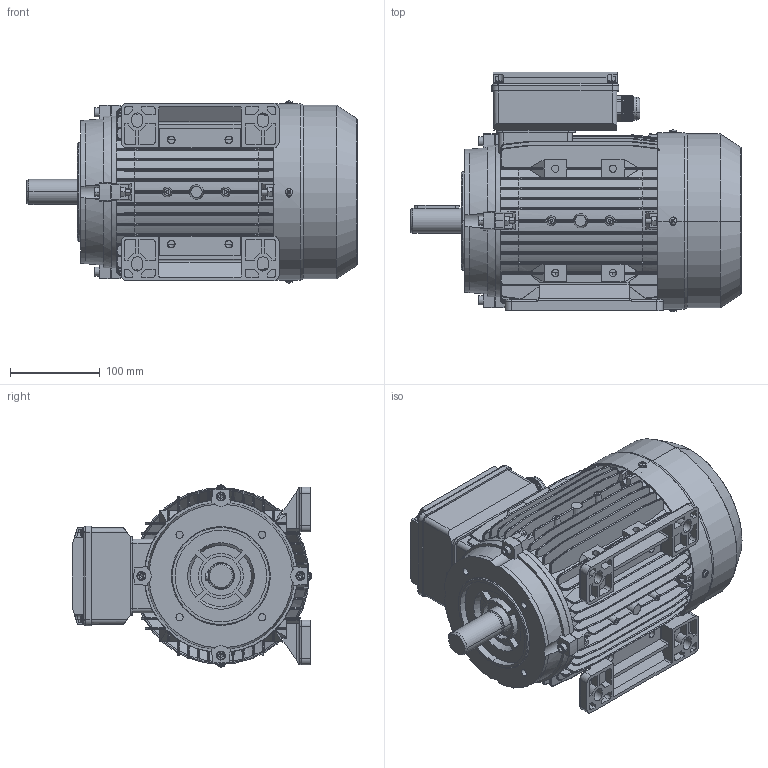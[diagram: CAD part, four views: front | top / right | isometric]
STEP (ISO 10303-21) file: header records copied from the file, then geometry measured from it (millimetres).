
FILE_DESCRIPTION (( 'STEP AP203' ), '1' );
FILE_NAME ('MY100L1 B34.STEP', '2016-03-03T02:05:04', ( 'USER' ), ( 'MS' ), 'SwSTEP 2.0', 'SolidWorks 2008', '' );
FILE_SCHEMA (( 'CONFIG_CONTROL_DESIGN' ));
Products named in the file (14): 100S机壳_默认; Cross recessed thread forming screws GB_GB_CROSS_SCREWS_TYPE138 M4X10-N; 100S转轴_默认; Hexagon nuts grade C GB_GB_FASTENER_NUT_SNC1 M6-N; 100 B14盖_默认; MY100L1 B34; 100后端盖_默认; 100风罩_默认; 80-100出线螺套_默认; y2风叶100#_默认; Hexagon socket head cap screws GB_GB_FASTENER_SCREWS_HSHCS M6X35-N; 100底脚_默认; my80-100接线盒座_默认; my80-100接线盒盖_默认
Assembly tree (35 placements, depth 2):
  MY100L1 B34
    Hexagon nuts grade C GB_GB_FASTENER_NUT_SNC1 M6-N  x8
    Cross recessed thread forming screws GB_GB_CROSS_SCREWS_TYPE138 M4X10-N  x8
    my80-100接线盒座_默认
    my80-100接线盒盖_默认
    y2风叶100#_默认
    Hexagon socket head cap screws GB_GB_FASTENER_SCREWS_HSHCS M6X35-N  x8
    100风罩_默认
    80-100出线螺套_默认
    100S转轴_默认
    100底脚_默认  x2
    100S机壳_默认
    100后端盖_默认
    100 B14盖_默认
Bounding box: 368 x 266.77 x 202.54 mm (x, y, z)
Volume: 1898099.5 mm3; surface area: 1078106 mm2
Topology: 35 solids, 35 shells, 4269 faces, 11157 edges, 6987 vertices
Faces by surface type: plane 2301, cylinder 1260, cone 246, bspline 210, sphere 128, torus 124
Entity records: 125983 total; most frequent: CARTESIAN_POINT 35296, ORIENTED_EDGE 19322, DIRECTION 17274, EDGE_CURVE 9661, VERTEX_POINT 6076, VECTOR 5832, LINE 5832, AXIS2_PLACEMENT_3D 5721
